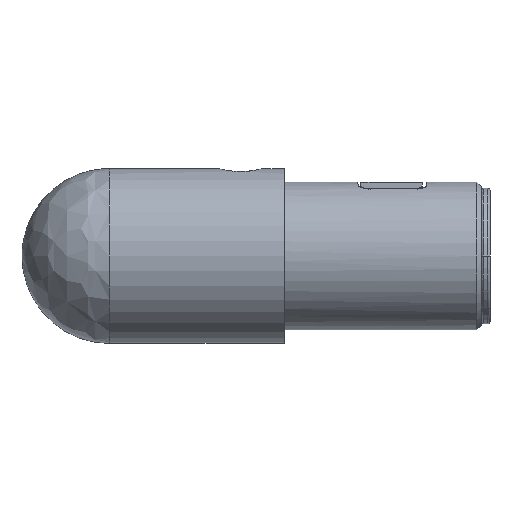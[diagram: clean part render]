
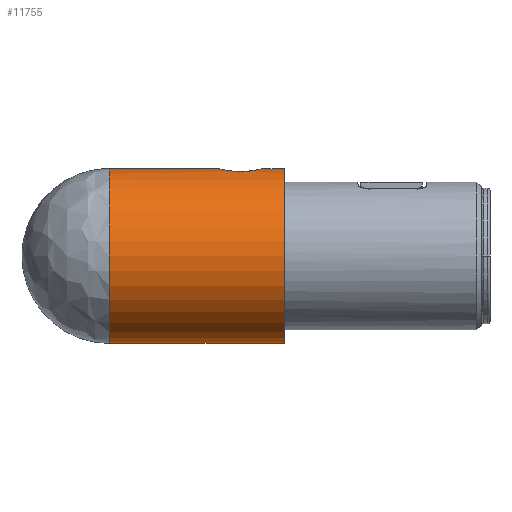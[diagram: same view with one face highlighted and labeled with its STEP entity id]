
A CAD part, left-side view. The second image highlights one B-rep face of the part: STEP entity #11755.
In plain terms, the highlighted cylindrical face has radius 20 mm (diameter 40 mm), a partial arc.
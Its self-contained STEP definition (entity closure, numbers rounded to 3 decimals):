
#33 = CARTESIAN_POINT ( 'NONE',  ( -40., -24.965, 20. ) ) ;
#64 = CARTESIAN_POINT ( 'NONE',  ( -45.027, -28.675, 19.358 ) ) ;
#465 = LINE ( 'NONE', #7103, #9043 ) ;
#524 = DIRECTION ( 'NONE',  ( 0., 1., 0. ) ) ;
#564 = CARTESIAN_POINT ( 'NONE',  ( -44.721, -32.115, 19.435 ) ) ;
#637 = CARTESIAN_POINT ( 'NONE',  ( -41.166, -34.909, 19.967 ) ) ;
#675 = FACE_OUTER_BOUND ( 'NONE', #4509, .T. ) ;
#706 = CARTESIAN_POINT ( 'NONE',  ( -42.577, -34.385, 19.835 ) ) ;
#774 = CARTESIAN_POINT ( 'NONE',  ( -41.652, -34.777, 19.932 ) ) ;
#898 = AXIS2_PLACEMENT_3D ( 'NONE', #1665, #524, #4876 ) ;
#979 = CARTESIAN_POINT ( 'NONE',  ( -44.725, -27.894, 19.434 ) ) ;
#1117 = B_SPLINE_CURVE_WITH_KNOTS ( 'NONE', 3,
 ( #33, #11748, #12893, #8670 ),
 .UNSPECIFIED., .F., .F.,
 ( 4, 4 ),
 ( 0.016, 0.016 ),
 .UNSPECIFIED. ) ;
#1606 = DIRECTION ( 'NONE',  ( 0., -1., 0. ) ) ;
#1665 = CARTESIAN_POINT ( 'NONE',  ( -40., -40., 0. ) ) ;
#1704 = CARTESIAN_POINT ( 'NONE',  ( -44.647, -32.264, 19.453 ) ) ;
#1812 = CYLINDRICAL_SURFACE ( 'NONE', #2077, 20. ) ;
#1947 = VERTEX_POINT ( 'NONE', #6285 ) ;
#1976 = CARTESIAN_POINT ( 'NONE',  ( -41.661, -25.218, 19.933 ) ) ;
#2047 = EDGE_CURVE ( 'NONE', #9376, #7716, #465, .T. ) ;
#2050 = CARTESIAN_POINT ( 'NONE',  ( -44.397, -27.309, 19.511 ) ) ;
#2077 = AXIS2_PLACEMENT_3D ( 'NONE', #7104, #1606, #2809 ) ;
#2123 = CARTESIAN_POINT ( 'NONE',  ( -44.926, -28.356, 19.384 ) ) ;
#2459 = EDGE_CURVE ( 'NONE', #10654, #13269, #10950, .T. ) ;
#2528 = EDGE_CURVE ( 'NONE', #8744, #4430, #9387, .T. ) ;
#2667 = ORIENTED_EDGE ( 'NONE', *, *, #2047, .T. ) ;
#2751 = DIRECTION ( 'NONE',  ( 0., 1., 0. ) ) ;
#2773 = CARTESIAN_POINT ( 'NONE',  ( -45.199, -29.672, 19.312 ) ) ;
#2809 = DIRECTION ( 'NONE',  ( 0., 0., -1. ) ) ;
#3125 = CARTESIAN_POINT ( 'NONE',  ( -42.282, -25.465, 19.872 ) ) ;
#3685 = ORIENTED_EDGE ( 'NONE', *, *, #8320, .T. ) ;
#3979 = CARTESIAN_POINT ( 'NONE',  ( -44.483, -32.555, 19.491 ) ) ;
#4047 = CARTESIAN_POINT ( 'NONE',  ( -42.28, -34.536, 19.872 ) ) ;
#4091 = ORIENTED_EDGE ( 'NONE', *, *, #2528, .F. ) ;
#4114 = CARTESIAN_POINT ( 'NONE',  ( -40., -35.035, 20. ) ) ;
#4262 = CARTESIAN_POINT ( 'NONE',  ( -41.34, -25.125, 19.958 ) ) ;
#4409 = CARTESIAN_POINT ( 'NONE',  ( -40.679, -24.998, 19.991 ) ) ;
#4430 = VERTEX_POINT ( 'NONE', #7712 ) ;
#4479 = VECTOR ( 'NONE', #7516, 1000. ) ;
#4509 = EDGE_LOOP ( 'NONE', ( #4091, #7000, #2667, #3685, #6463, #11601, #9865 ) ) ;
#4652 = CARTESIAN_POINT ( 'NONE',  ( -40., -40., 20. ) ) ;
#4876 = DIRECTION ( 'NONE',  ( 0., 0., -1. ) ) ;
#5120 = CARTESIAN_POINT ( 'NONE',  ( -41.812, -34.722, 19.918 ) ) ;
#5325 = CARTESIAN_POINT ( 'NONE',  ( -42.585, -25.619, 19.834 ) ) ;
#6051 = CARTESIAN_POINT ( 'NONE',  ( -45.198, -30.342, 19.313 ) ) ;
#6201 = CIRCLE ( 'NONE', #13979, 20. ) ;
#6285 = CARTESIAN_POINT ( 'NONE',  ( -40., -24.965, 20. ) ) ;
#6463 = ORIENTED_EDGE ( 'NONE', *, *, #2459, .F. ) ;
#6481 = CARTESIAN_POINT ( 'NONE',  ( -43.146, -25.979, 19.753 ) ) ;
#6627 = CARTESIAN_POINT ( 'NONE',  ( -44.65, -27.742, 19.452 ) ) ;
#7000 = ORIENTED_EDGE ( 'NONE', *, *, #7585, .F. ) ;
#7103 = CARTESIAN_POINT ( 'NONE',  ( -40., 0., -20. ) ) ;
#7104 = CARTESIAN_POINT ( 'NONE',  ( -40., 0., 0. ) ) ;
#7433 = DIRECTION ( 'NONE',  ( 0., -1., 0. ) ) ;
#7516 = DIRECTION ( 'NONE',  ( 0., -1., 0. ) ) ;
#7585 = EDGE_CURVE ( 'NONE', #9376, #8744, #6201, .T. ) ;
#7712 = CARTESIAN_POINT ( 'NONE',  ( -40., -24.965, 20. ) ) ;
#7716 = VERTEX_POINT ( 'NONE', #12835 ) ;
#7775 = CARTESIAN_POINT ( 'NONE',  ( -43.891, -26.645, 19.619 ) ) ;
#7918 = CARTESIAN_POINT ( 'NONE',  ( -40., 0., 0. ) ) ;
#8320 = EDGE_CURVE ( 'NONE', #7716, #13269, #12323, .T. ) ;
#8349 = CARTESIAN_POINT ( 'NONE',  ( -41.329, -34.87, 19.956 ) ) ;
#8415 = CARTESIAN_POINT ( 'NONE',  ( -44.392, -32.698, 19.512 ) ) ;
#8444 = CARTESIAN_POINT ( 'NONE',  ( -40., 0., 20. ) ) ;
#8486 = CARTESIAN_POINT ( 'NONE',  ( -43.406, -33.818, 19.709 ) ) ;
#8638 = B_SPLINE_CURVE_WITH_KNOTS ( 'NONE', 3,
 ( #9422, #10493, #10425, #637, #8349, #774, #5120, #4047, #706, #9486, #8486, #10352, #13795, #8415, #3979, #1704, #564, #12781, #11507, #13652, #6051, #2773, #12575, #64, #2123, #979, #6627, #8706, #2050, #8850, #7775, #14075, #6481, #5325, #3125, #1976, #4262, #4409, #10848, #11001 ),
 .UNSPECIFIED., .F., .F.,
 ( 4, 2, 2, 2, 2, 2, 2, 2, 2, 2, 2, 2, 2, 2, 2, 2, 2, 2, 2, 4 ),
 ( 0., 0.001, 0.002, 0.002, 0.003, 0.004, 0.005, 0.006, 0.006, 0.007, 0.008, 0.009, 0.01, 0.011, 0.011, 0.012, 0.013, 0.014, 0.015, 0.016 ),
 .UNSPECIFIED. ) ;
#8670 = CARTESIAN_POINT ( 'NONE',  ( -40., -24.965, 20. ) ) ;
#8706 = CARTESIAN_POINT ( 'NONE',  ( -44.486, -27.45, 19.491 ) ) ;
#8744 = VERTEX_POINT ( 'NONE', #8444 ) ;
#8850 = CARTESIAN_POINT ( 'NONE',  ( -44.111, -26.901, 19.574 ) ) ;
#9043 = VECTOR ( 'NONE', #7433, 1000. ) ;
#9376 = VERTEX_POINT ( 'NONE', #12481 ) ;
#9387 = LINE ( 'NONE', #12684, #4479 ) ;
#9422 = CARTESIAN_POINT ( 'NONE',  ( -40., -35.035, 20. ) ) ;
#9486 = CARTESIAN_POINT ( 'NONE',  ( -43.139, -34.027, 19.754 ) ) ;
#9865 = ORIENTED_EDGE ( 'NONE', *, *, #11948, .T. ) ;
#10352 = CARTESIAN_POINT ( 'NONE',  ( -43.887, -33.359, 19.62 ) ) ;
#10402 = DIRECTION ( 'NONE',  ( 0., 0., -1. ) ) ;
#10425 = CARTESIAN_POINT ( 'NONE',  ( -40.673, -35.003, 19.991 ) ) ;
#10493 = CARTESIAN_POINT ( 'NONE',  ( -40.339, -35.035, 20. ) ) ;
#10654 = VERTEX_POINT ( 'NONE', #4114 ) ;
#10694 = EDGE_CURVE ( 'NONE', #10654, #1947, #8638, .T. ) ;
#10848 = CARTESIAN_POINT ( 'NONE',  ( -40.34, -24.965, 20. ) ) ;
#10950 = LINE ( 'NONE', #13245, #13846 ) ;
#11001 = CARTESIAN_POINT ( 'NONE',  ( -40., -24.965, 20. ) ) ;
#11507 = CARTESIAN_POINT ( 'NONE',  ( -45.024, -31.338, 19.359 ) ) ;
#11601 = ORIENTED_EDGE ( 'NONE', *, *, #10694, .T. ) ;
#11748 = CARTESIAN_POINT ( 'NONE',  ( -40., -24.965, 20. ) ) ;
#11755 = ADVANCED_FACE ( 'NONE', ( #675 ), #1812, .T. ) ;
#11948 = EDGE_CURVE ( 'NONE', #1947, #4430, #1117, .T. ) ;
#12168 = DIRECTION ( 'NONE',  ( 0., -1., 0. ) ) ;
#12323 = CIRCLE ( 'NONE', #898, 20. ) ;
#12481 = CARTESIAN_POINT ( 'NONE',  ( -40., 0., -20. ) ) ;
#12575 = CARTESIAN_POINT ( 'NONE',  ( -45.164, -29.332, 19.322 ) ) ;
#12684 = CARTESIAN_POINT ( 'NONE',  ( -40., 0., 20. ) ) ;
#12781 = CARTESIAN_POINT ( 'NONE',  ( -44.921, -31.657, 19.386 ) ) ;
#12835 = CARTESIAN_POINT ( 'NONE',  ( -40., -40., -20. ) ) ;
#12893 = CARTESIAN_POINT ( 'NONE',  ( -40., -24.965, 20. ) ) ;
#13245 = CARTESIAN_POINT ( 'NONE',  ( -40., 0., 20. ) ) ;
#13269 = VERTEX_POINT ( 'NONE', #4652 ) ;
#13652 = CARTESIAN_POINT ( 'NONE',  ( -45.164, -30.675, 19.322 ) ) ;
#13795 = CARTESIAN_POINT ( 'NONE',  ( -44.104, -33.109, 19.575 ) ) ;
#13846 = VECTOR ( 'NONE', #12168, 1000. ) ;
#13979 = AXIS2_PLACEMENT_3D ( 'NONE', #7918, #2751, #10402 ) ;
#14075 = CARTESIAN_POINT ( 'NONE',  ( -43.408, -26.183, 19.709 ) ) ;
